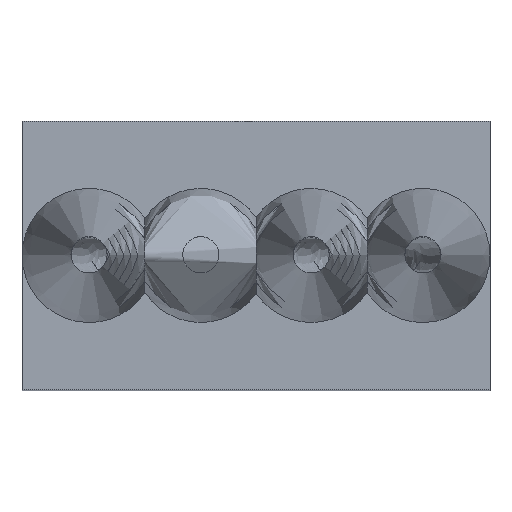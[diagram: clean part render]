
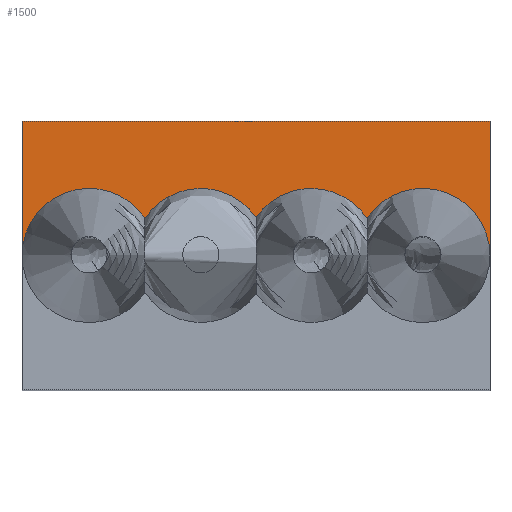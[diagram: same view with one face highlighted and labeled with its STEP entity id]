
A CAD part, top view. The second image highlights one B-rep face of the part: STEP entity #1500.
In plain terms, the highlighted planar face has unit normal (0, 0, 1).
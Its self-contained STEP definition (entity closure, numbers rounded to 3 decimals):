
#151=PLANE('',#1666);
#225=FACE_OUTER_BOUND('',#310,.T.);
#310=EDGE_LOOP('',(#1322,#1323,#1324,#1325,#1326,#1327,#1328));
#390=LINE('',#3079,#464);
#391=LINE('',#3081,#465);
#392=LINE('',#3082,#466);
#464=VECTOR('',#2031,10.);
#465=VECTOR('',#2032,10.);
#466=VECTOR('',#2033,10.);
#539=CIRCLE('',#1643,2.5);
#544=CIRCLE('',#1649,2.5);
#550=CIRCLE('',#1658,2.5);
#556=CIRCLE('',#1667,2.5);
#684=VERTEX_POINT('',#2953);
#686=VERTEX_POINT('',#2967);
#692=VERTEX_POINT('',#3005);
#695=VERTEX_POINT('',#3024);
#700=VERTEX_POINT('',#3050);
#705=VERTEX_POINT('',#3078);
#706=VERTEX_POINT('',#3080);
#888=EDGE_CURVE('',#686,#684,#539,.T.);
#898=EDGE_CURVE('',#684,#692,#544,.T.);
#909=EDGE_CURVE('',#700,#695,#550,.T.);
#917=EDGE_CURVE('',#692,#700,#556,.T.);
#918=EDGE_CURVE('',#695,#705,#390,.T.);
#919=EDGE_CURVE('',#706,#705,#391,.T.);
#920=EDGE_CURVE('',#686,#706,#392,.T.);
#1322=ORIENTED_EDGE('',*,*,#888,.T.);
#1323=ORIENTED_EDGE('',*,*,#898,.T.);
#1324=ORIENTED_EDGE('',*,*,#917,.T.);
#1325=ORIENTED_EDGE('',*,*,#909,.T.);
#1326=ORIENTED_EDGE('',*,*,#918,.T.);
#1327=ORIENTED_EDGE('',*,*,#919,.F.);
#1328=ORIENTED_EDGE('',*,*,#920,.F.);
#1500=ADVANCED_FACE('',(#225),#151,.T.);
#1643=AXIS2_PLACEMENT_3D('',#2968,#1974,#1975);
#1649=AXIS2_PLACEMENT_3D('',#3018,#1988,#1989);
#1658=AXIS2_PLACEMENT_3D('',#3051,#2010,#2011);
#1666=AXIS2_PLACEMENT_3D('',#3076,#2027,#2028);
#1667=AXIS2_PLACEMENT_3D('',#3077,#2029,#2030);
#1974=DIRECTION('center_axis',(0.,0.,
-1.));
#1975=DIRECTION('ref_axis',(-1.,0.,0.));
#1988=DIRECTION('center_axis',(0.,0.,
-1.));
#1989=DIRECTION('ref_axis',(-1.,0.,0.));
#2010=DIRECTION('center_axis',(0.,0.,
-1.));
#2011=DIRECTION('ref_axis',(-1.,0.,0.));
#2027=DIRECTION('center_axis',(0.,0.,
1.));
#2028=DIRECTION('ref_axis',(1.,0.,0.));
#2029=DIRECTION('center_axis',(0.,0.,
-1.));
#2030=DIRECTION('ref_axis',(-1.,0.,0.));
#2031=DIRECTION('',(0.,1.,0.));
#2032=DIRECTION('',(1.,0.,0.));
#2033=DIRECTION('',(0.,1.,0.));
#2953=CARTESIAN_POINT('',(-4.141,6.38,22.66));
#2967=CARTESIAN_POINT('',(-8.726,5.,22.66));
#2968=CARTESIAN_POINT('Origin',(-6.226,5.,22.66));
#3005=CARTESIAN_POINT('',(0.,6.421,22.66));
#3018=CARTESIAN_POINT('Origin',(-2.057,5.,22.66));
#3024=CARTESIAN_POINT('',(8.726,5.,22.66));
#3050=CARTESIAN_POINT('',(4.142,6.38,22.66));
#3051=CARTESIAN_POINT('Origin',(6.226,5.,22.66));
#3076=CARTESIAN_POINT('Origin',(-8.726,0.,22.66));
#3077=CARTESIAN_POINT('Origin',(2.057,5.,22.66));
#3078=CARTESIAN_POINT('',(8.726,10.,22.66));
#3079=CARTESIAN_POINT('',(8.726,0.,22.66));
#3080=CARTESIAN_POINT('',(-8.726,10.,22.66));
#3081=CARTESIAN_POINT('',(-8.726,10.,22.66));
#3082=CARTESIAN_POINT('',(-8.726,0.,22.66));
